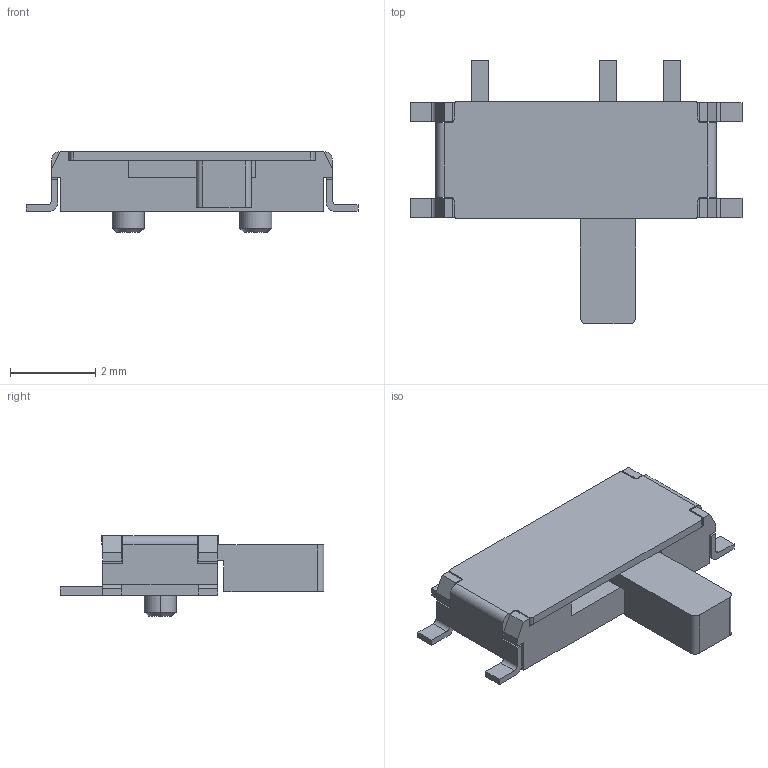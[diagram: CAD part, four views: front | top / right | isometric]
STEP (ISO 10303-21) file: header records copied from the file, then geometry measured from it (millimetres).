
FILE_DESCRIPTION((''),'2;1');
FILE_NAME('247','2021-05-19T19:25:22',('Administrator'),(''),'CREO PARAMETRIC BY PTC INC, 2016510','CREO PARAMETRIC BY PTC INC, 2016510','');
FILE_SCHEMA(('CONFIG_CONTROL_DESIGN','GEOMETRIC_VALIDATION_PROPERTIES_MIM'));
Length unit declared in the file: millimetre
Products named in the file (1): 247
Bounding box: 7.8 x 6.2 x 1.9 mm (x, y, z)
Volume: 27.4 mm3; surface area: 132.4 mm2
Topology: 3 solids, 3 shells, 257 faces, 703 edges, 466 vertices
Faces by surface type: plane 227, cylinder 26, cone 4
Entity records: 9898 total; most frequent: CARTESIAN_POINT 1428, ORIENTED_EDGE 1406, DIRECTION 1273, EDGE_CURVE 703, VECTOR 647, LINE 647, VERTEX_POINT 466, AXIS2_PLACEMENT_3D 313
